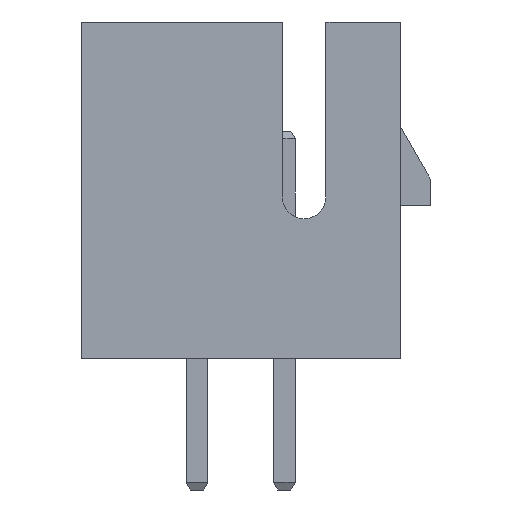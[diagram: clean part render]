
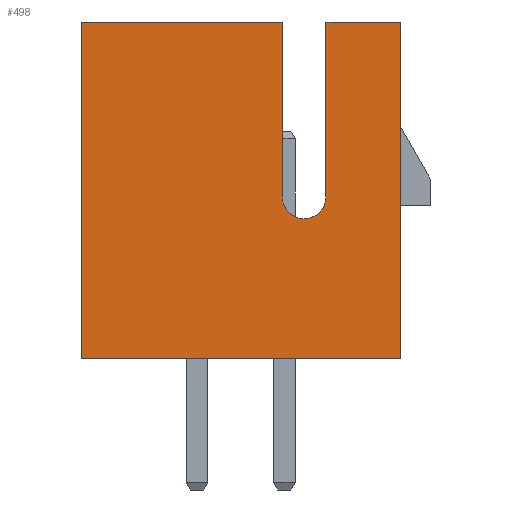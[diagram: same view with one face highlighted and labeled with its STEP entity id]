
A CAD part, left-side view. The second image highlights one B-rep face of the part: STEP entity #498.
In plain terms, the highlighted planar face has unit normal (-1, 0, 0).
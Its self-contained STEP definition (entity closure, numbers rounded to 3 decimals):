
#30 = DIRECTION ( 'NONE',  ( -1., 0., 0. ) ) ;
#80 = AXIS2_PLACEMENT_3D ( 'NONE', #2923, #5471, #85 ) ;
#85 = DIRECTION ( 'NONE',  ( 0., 0., 1. ) ) ;
#103 = CARTESIAN_POINT ( 'NONE',  ( -11., 3.65, 0. ) ) ;
#220 = CARTESIAN_POINT ( 'NONE',  ( -11., -3.65, 0. ) ) ;
#267 = CARTESIAN_POINT ( 'NONE',  ( -11., -1.95, 7.7 ) ) ;
#286 = ORIENTED_EDGE ( 'NONE', *, *, #2398, .T. ) ;
#330 = EDGE_CURVE ( 'NONE', #4845, #5319, #2689, .T. ) ;
#432 = VECTOR ( 'NONE', #5890, 1000. ) ;
#498 = ADVANCED_FACE ( 'NONE', ( #3951 ), #3051, .T. ) ;
#683 = CARTESIAN_POINT ( 'NONE',  ( -11., -0.95, 0. ) ) ;
#773 = CARTESIAN_POINT ( 'NONE',  ( -11., -3.65, 7.7 ) ) ;
#779 = LINE ( 'NONE', #683, #4092 ) ;
#817 = LINE ( 'NONE', #5810, #4370 ) ;
#870 = CARTESIAN_POINT ( 'NONE',  ( -11., 3.65, 7.7 ) ) ;
#1119 = CARTESIAN_POINT ( 'NONE',  ( -11., -0.95, 3.7 ) ) ;
#1228 = ORIENTED_EDGE ( 'NONE', *, *, #2409, .T. ) ;
#1250 = EDGE_CURVE ( 'NONE', #5076, #4938, #817, .T. ) ;
#1451 = CARTESIAN_POINT ( 'NONE',  ( -11., 3.65, 0. ) ) ;
#1616 = CARTESIAN_POINT ( 'NONE',  ( -11., 3.65, 0. ) ) ;
#1754 = ORIENTED_EDGE ( 'NONE', *, *, #1250, .F. ) ;
#2064 = VERTEX_POINT ( 'NONE', #267 ) ;
#2171 = EDGE_CURVE ( 'NONE', #5969, #5319, #3715, .T. ) ;
#2225 = CIRCLE ( 'NONE', #80, 0.5 ) ;
#2258 = ORIENTED_EDGE ( 'NONE', *, *, #3172, .T. ) ;
#2389 = DIRECTION ( 'NONE',  ( 0., 0., 1. ) ) ;
#2398 = EDGE_CURVE ( 'NONE', #4287, #4845, #779, .T. ) ;
#2409 = EDGE_CURVE ( 'NONE', #5969, #4938, #3209, .T. ) ;
#2462 = CARTESIAN_POINT ( 'NONE',  ( -11., -1.95, 0. ) ) ;
#2496 = VECTOR ( 'NONE', #3724, 1000. ) ;
#2583 = CARTESIAN_POINT ( 'NONE',  ( -11., 3.65, 7.7 ) ) ;
#2689 = LINE ( 'NONE', #6133, #3835 ) ;
#2868 = VERTEX_POINT ( 'NONE', #3834 ) ;
#2923 = CARTESIAN_POINT ( 'NONE',  ( -11., -1.45, 3.7 ) ) ;
#3035 = CARTESIAN_POINT ( 'NONE',  ( -11., -0.95, 7.7 ) ) ;
#3051 = PLANE ( 'NONE',  #6076 ) ;
#3172 = EDGE_CURVE ( 'NONE', #2868, #4287, #2225, .T. ) ;
#3209 = LINE ( 'NONE', #6125, #4195 ) ;
#3382 = EDGE_CURVE ( 'NONE', #2064, #2868, #3888, .T. ) ;
#3672 = VECTOR ( 'NONE', #2389, 1000. ) ;
#3701 = DIRECTION ( 'NONE',  ( 0., -1., 0. ) ) ;
#3715 = LINE ( 'NONE', #1451, #3672 ) ;
#3724 = DIRECTION ( 'NONE',  ( 0., 1., 0. ) ) ;
#3792 = LINE ( 'NONE', #870, #2496 ) ;
#3834 = CARTESIAN_POINT ( 'NONE',  ( -11., -1.95, 3.7 ) ) ;
#3835 = VECTOR ( 'NONE', #5528, 1000. ) ;
#3888 = LINE ( 'NONE', #2462, #432 ) ;
#3889 = ORIENTED_EDGE ( 'NONE', *, *, #3382, .T. ) ;
#3951 = FACE_OUTER_BOUND ( 'NONE', #6158, .T. ) ;
#4092 = VECTOR ( 'NONE', #4127, 1000. ) ;
#4127 = DIRECTION ( 'NONE',  ( 0., 0., 1. ) ) ;
#4195 = VECTOR ( 'NONE', #3701, 1000. ) ;
#4287 = VERTEX_POINT ( 'NONE', #1119 ) ;
#4370 = VECTOR ( 'NONE', #6279, 1000. ) ;
#4417 = DIRECTION ( 'NONE',  ( 0., 0., 1. ) ) ;
#4845 = VERTEX_POINT ( 'NONE', #3035 ) ;
#4938 = VERTEX_POINT ( 'NONE', #220 ) ;
#5076 = VERTEX_POINT ( 'NONE', #773 ) ;
#5319 = VERTEX_POINT ( 'NONE', #2583 ) ;
#5471 = DIRECTION ( 'NONE',  ( 1., 0., 0. ) ) ;
#5528 = DIRECTION ( 'NONE',  ( 0., 1., 0. ) ) ;
#5541 = EDGE_CURVE ( 'NONE', #5076, #2064, #3792, .T. ) ;
#5643 = ORIENTED_EDGE ( 'NONE', *, *, #330, .T. ) ;
#5692 = ORIENTED_EDGE ( 'NONE', *, *, #5541, .T. ) ;
#5810 = CARTESIAN_POINT ( 'NONE',  ( -11., -3.65, 0. ) ) ;
#5890 = DIRECTION ( 'NONE',  ( 0., 0., -1. ) ) ;
#5948 = ORIENTED_EDGE ( 'NONE', *, *, #2171, .F. ) ;
#5969 = VERTEX_POINT ( 'NONE', #1616 ) ;
#6076 = AXIS2_PLACEMENT_3D ( 'NONE', #103, #30, #4417 ) ;
#6125 = CARTESIAN_POINT ( 'NONE',  ( -11., 0., 0. ) ) ;
#6133 = CARTESIAN_POINT ( 'NONE',  ( -11., 3.65, 7.7 ) ) ;
#6158 = EDGE_LOOP ( 'NONE', ( #2258, #286, #5643, #5948, #1228, #1754, #5692, #3889 ) ) ;
#6279 = DIRECTION ( 'NONE',  ( 0., 0., -1. ) ) ;
